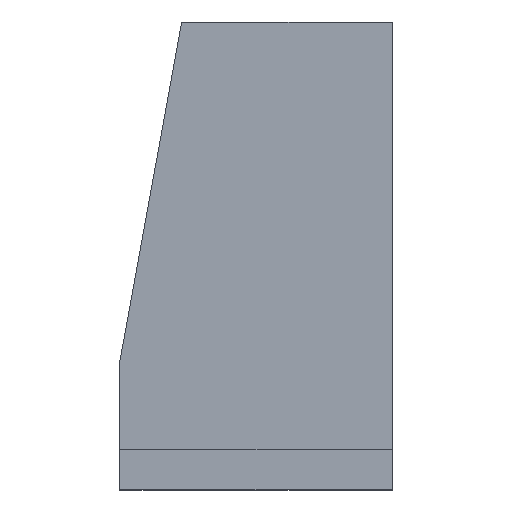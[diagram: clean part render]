
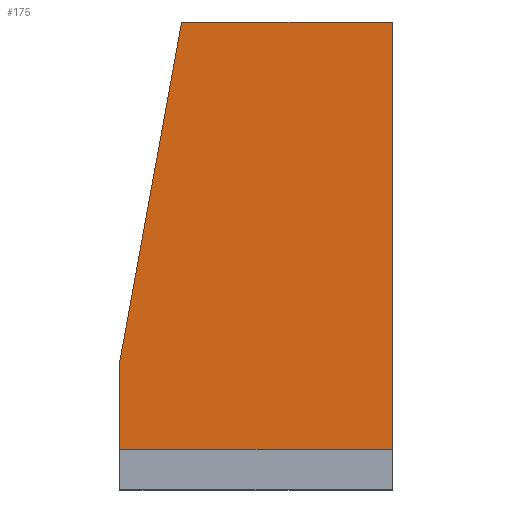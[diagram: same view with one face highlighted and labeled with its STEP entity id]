
A CAD part, left-side view. The second image highlights one B-rep face of the part: STEP entity #175.
In plain terms, the highlighted planar face has unit normal (-1, 0, 0).
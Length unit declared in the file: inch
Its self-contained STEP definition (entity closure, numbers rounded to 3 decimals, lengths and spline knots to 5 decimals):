
#15=FACE_OUTER_BOUND('',#25,.T.);
#25=EDGE_LOOP('',(#119,#120,#121,#122,#123));
#35=LINE('',#258,#58);
#36=LINE('',#260,#59);
#37=LINE('',#262,#60);
#38=LINE('',#264,#61);
#39=LINE('',#265,#62);
#58=VECTOR('',#213,0.3937);
#59=VECTOR('',#214,0.3937);
#60=VECTOR('',#215,0.3937);
#61=VECTOR('',#216,0.3937);
#62=VECTOR('',#217,0.3937);
#81=VERTEX_POINT('',#256);
#82=VERTEX_POINT('',#257);
#83=VERTEX_POINT('',#259);
#84=VERTEX_POINT('',#261);
#85=VERTEX_POINT('',#263);
#96=EDGE_CURVE('',#81,#82,#35,.T.);
#97=EDGE_CURVE('',#83,#81,#36,.T.);
#98=EDGE_CURVE('',#84,#83,#37,.T.);
#99=EDGE_CURVE('',#85,#84,#38,.T.);
#100=EDGE_CURVE('',#82,#85,#39,.T.);
#119=ORIENTED_EDGE('',*,*,#96,.F.);
#120=ORIENTED_EDGE('',*,*,#97,.F.);
#121=ORIENTED_EDGE('',*,*,#98,.F.);
#122=ORIENTED_EDGE('',*,*,#99,.F.);
#123=ORIENTED_EDGE('',*,*,#100,.F.);
#165=PLANE('',#199);
#175=ADVANCED_FACE('',(#15),#165,.F.);
#199=AXIS2_PLACEMENT_3D('',#255,#211,#212);
#211=DIRECTION('center_axis',(1.,0.,0.));
#212=DIRECTION('ref_axis',(0.,-1.,0.));
#213=DIRECTION('',(0.,-0.179,0.984));
#214=DIRECTION('',(0.,0.,1.));
#215=DIRECTION('',(0.,1.,0.));
#216=DIRECTION('',(0.,0.,-1.));
#217=DIRECTION('',(0.,-1.,0.));
#255=CARTESIAN_POINT('Origin',(-42.,18.,9.625));
#256=CARTESIAN_POINT('',(-42.,18.,2.75));
#257=CARTESIAN_POINT('',(-42.,16.75,9.625));
#258=CARTESIAN_POINT('',(-42.,17.395,6.0775));
#259=CARTESIAN_POINT('',(-42.,18.,1.));
#260=CARTESIAN_POINT('',(-42.,18.,5.3125));
#261=CARTESIAN_POINT('',(-42.,12.5,1.));
#262=CARTESIAN_POINT('',(-42.,15.25,1.));
#263=CARTESIAN_POINT('',(-42.,12.5,9.625));
#264=CARTESIAN_POINT('',(-42.,12.5,9.625));
#265=CARTESIAN_POINT('',(-42.,17.375,9.625));
